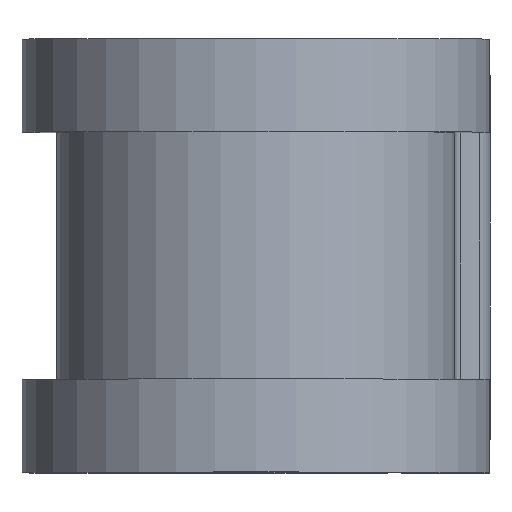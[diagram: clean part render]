
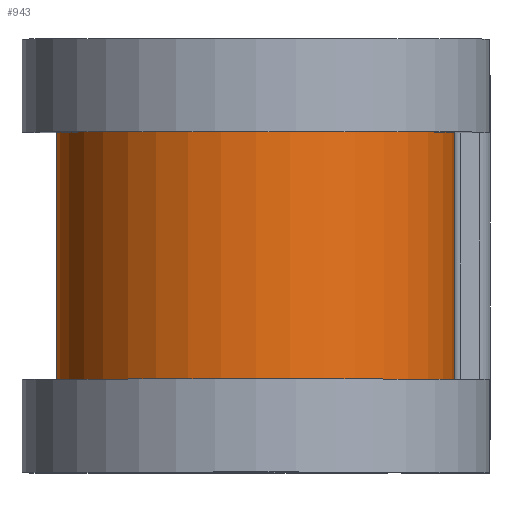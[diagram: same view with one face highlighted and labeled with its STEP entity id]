
A CAD part, top view. The second image highlights one B-rep face of the part: STEP entity #943.
In plain terms, the highlighted cylindrical face has radius 8.687 mm (diameter 17.374 mm), a partial arc.
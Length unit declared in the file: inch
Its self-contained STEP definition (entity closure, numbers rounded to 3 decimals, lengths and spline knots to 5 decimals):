
#55 = DIRECTION ( 'NONE',  ( 0., 0., -1. ) ) ;
#64 = DIRECTION ( 'NONE',  ( 0., 0., -1. ) ) ;
#192 = VERTEX_POINT ( 'NONE', #628 ) ;
#255 = ORIENTED_EDGE ( 'NONE', *, *, #1568, .F. ) ;
#341 = CARTESIAN_POINT ( 'NONE',  ( -0.342, 0.3125, 0.5 ) ) ;
#429 = AXIS2_PLACEMENT_3D ( 'NONE', #2017, #1020, #55 ) ;
#469 = ORIENTED_EDGE ( 'NONE', *, *, #664, .T. ) ;
#498 = DIRECTION ( 'NONE',  ( 0., -1., 0. ) ) ;
#514 = VECTOR ( 'NONE', #498, 39.37008 ) ;
#531 = CARTESIAN_POINT ( 'NONE',  ( 0., 0.3125, 0.5 ) ) ;
#603 = CARTESIAN_POINT ( 'NONE',  ( -0.342, 0.2125, 0.5 ) ) ;
#628 = CARTESIAN_POINT ( 'NONE',  ( 0.342, 0.2125, 0.5 ) ) ;
#664 = EDGE_CURVE ( 'NONE', #192, #1721, #1544, .T. ) ;
#764 = FACE_OUTER_BOUND ( 'NONE', #1058, .T. ) ;
#811 = DIRECTION ( 'NONE',  ( 0., -1., 0. ) ) ;
#868 = DIRECTION ( 'NONE',  ( 0., -1., 0. ) ) ;
#876 = LINE ( 'NONE', #1877, #1762 ) ;
#943 = ADVANCED_FACE ( 'NONE', ( #764 ), #1495, .T. ) ;
#1020 = DIRECTION ( 'NONE',  ( 0., -1., 0. ) ) ;
#1024 = DIRECTION ( 'NONE',  ( 0., -1., 0. ) ) ;
#1058 = EDGE_LOOP ( 'NONE', ( #1685, #469, #1422, #255 ) ) ;
#1269 = CARTESIAN_POINT ( 'NONE',  ( -0.342, -0.2125, 0.5 ) ) ;
#1270 = AXIS2_PLACEMENT_3D ( 'NONE', #1817, #811, #1981 ) ;
#1309 = CIRCLE ( 'NONE', #1270, 0.342 ) ;
#1381 = AXIS2_PLACEMENT_3D ( 'NONE', #531, #1024, #64 ) ;
#1396 = LINE ( 'NONE', #341, #514 ) ;
#1419 = VERTEX_POINT ( 'NONE', #1481 ) ;
#1422 = ORIENTED_EDGE ( 'NONE', *, *, #1921, .T. ) ;
#1481 = CARTESIAN_POINT ( 'NONE',  ( 0.342, -0.2125, 0.5 ) ) ;
#1495 = CYLINDRICAL_SURFACE ( 'NONE', #1381, 0.342 ) ;
#1544 = CIRCLE ( 'NONE', #429, 0.342 ) ;
#1568 = EDGE_CURVE ( 'NONE', #1419, #1786, #1309, .T. ) ;
#1685 = ORIENTED_EDGE ( 'NONE', *, *, #1976, .F. ) ;
#1721 = VERTEX_POINT ( 'NONE', #603 ) ;
#1762 = VECTOR ( 'NONE', #868, 39.37008 ) ;
#1786 = VERTEX_POINT ( 'NONE', #1269 ) ;
#1817 = CARTESIAN_POINT ( 'NONE',  ( 0., -0.2125, 0.5 ) ) ;
#1877 = CARTESIAN_POINT ( 'NONE',  ( 0.342, 0.3125, 0.5 ) ) ;
#1921 = EDGE_CURVE ( 'NONE', #1721, #1786, #1396, .T. ) ;
#1976 = EDGE_CURVE ( 'NONE', #192, #1419, #876, .T. ) ;
#1981 = DIRECTION ( 'NONE',  ( 0., 0., -1. ) ) ;
#2017 = CARTESIAN_POINT ( 'NONE',  ( 0., 0.2125, 0.5 ) ) ;
